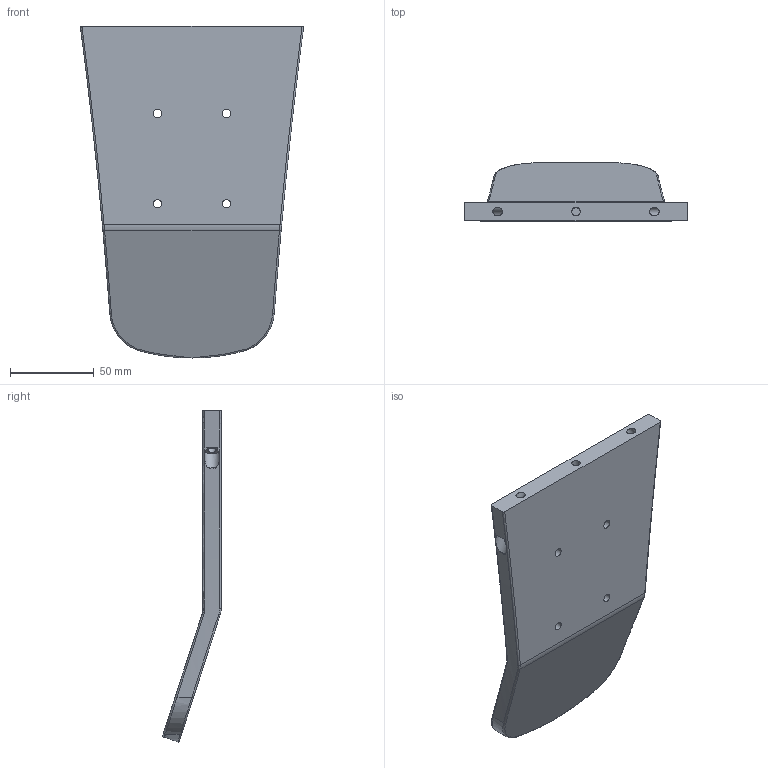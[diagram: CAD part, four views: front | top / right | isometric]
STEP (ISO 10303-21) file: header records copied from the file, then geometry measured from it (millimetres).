
FILE_DESCRIPTION(/* description */ (''),/* implementation_level */ '2;1');
FILE_NAME(/* name */ 'tail.stp',/* time_stamp */ '2023-08-19T23:04:33-07:00',/* author */ ('devan'),/* organization */ (''),/* preprocessor_version */ 'ST-DEVELOPER v20',/* originating_system */ 'Autodesk Inventor 2024',/* authorisation */ '');
FILE_SCHEMA (('AUTOMOTIVE_DESIGN { 1 0 10303 214 3 1 1 }'));
Length unit declared in the file: millimetre
Products named in the file (1): Part1
Bounding box: 133.76 x 35.03 x 198.8 mm (x, y, z)
Volume: 234892.9 mm3; surface area: 53829.2 mm2
Topology: 1 solids, 1 shells, 58 faces, 144 edges, 85 vertices
Faces by surface type: cylinder 20, bspline 20, plane 10, torus 4, cone 4
Full cylindrical faces by diameter (mm): 5 x7
Entity records: 2566 total; most frequent: CARTESIAN_POINT 1218, ORIENTED_EDGE 280, DIRECTION 256, EDGE_CURVE 140, AXIS2_PLACEMENT_3D 114, VERTEX_POINT 85, EDGE_LOOP 71, FACE_OUTER_BOUND 58
